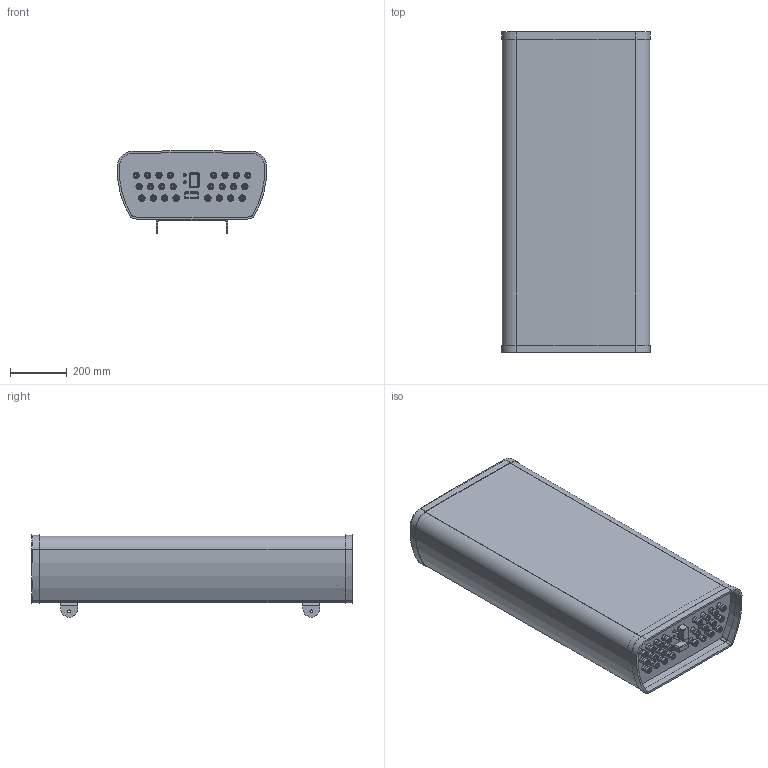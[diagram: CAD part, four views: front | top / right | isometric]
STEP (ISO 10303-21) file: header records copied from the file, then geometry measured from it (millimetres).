
FILE_DESCRIPTION((''),'2;1');
FILE_NAME('DATAVIS_ANTENNA_6X1_ASM','2022-05-31T14:48:17',('emantob'),(''),'CREO PARAMETRIC BY PTC INC, 2021424','CREO PARAMETRIC BY PTC INC, 2021424','');
FILE_SCHEMA(('CONFIG_CONTROL_DESIGN','SHAPE_APPEARANCE_LAYERS_GROUPS'));
Length unit declared in the file: millimetre
Products named in the file (7): DATAVIS_RADOME_6X1; DATAVIS_TOP_COVER_6X1; DATAVIS_BOTTOM_COVER_6X1; DATAVIS_HF-CONNECTOR; DATAVIS_CLAMP; DATAVIS_RET_CO_6X1; DATAVIS_ANTENNA_6X1_ASM
Assembly tree (30 placements, depth 2):
  DATAVIS_ANTENNA_6X1_ASM
    DATAVIS_RADOME_6X1
    DATAVIS_TOP_COVER_6X1
    DATAVIS_BOTTOM_COVER_6X1
    DATAVIS_HF-CONNECTOR  x24
    DATAVIS_CLAMP  x2
    DATAVIS_RET_CO_6X1
Bounding box: 523.56 x 1127.3 x 289.26 mm (x, y, z)
Volume: 4316099.9 mm3; surface area: 3921915.6 mm2
Topology: 33 solids, 33 shells, 1021 faces, 2338 edges, 1504 vertices
Faces by surface type: cylinder 444, plane 320, extrusion 149, cone 96, bspline 12
Entity records: 20549 total; most frequent: CARTESIAN_POINT 4296, ORIENTED_EDGE 2648, DIRECTION 2255, EDGE_CURVE 1324, PRESENTATION_STYLE_ASSIGNMENT 1229, STYLED_ITEM 1229, CURVE_STYLE 1224, VERTEX_POINT 874
